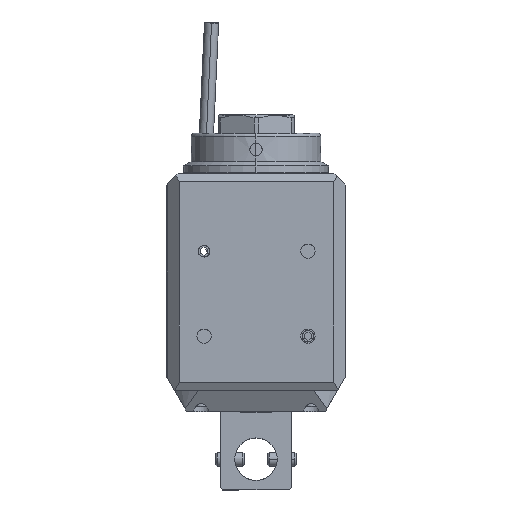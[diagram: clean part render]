
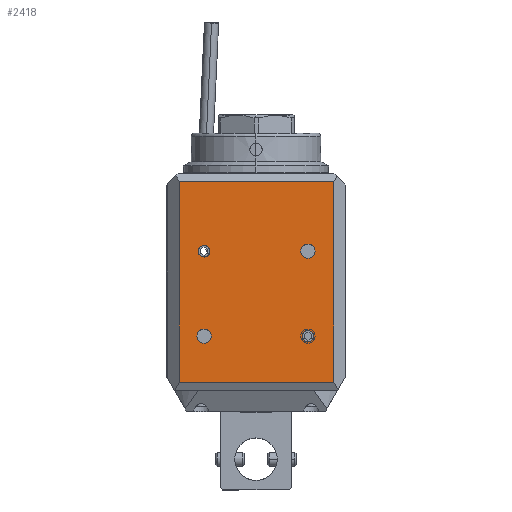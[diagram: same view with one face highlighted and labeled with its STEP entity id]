
A CAD part, top view. The second image highlights one B-rep face of the part: STEP entity #2418.
In plain terms, the highlighted planar face has unit normal (0, 0, -1).
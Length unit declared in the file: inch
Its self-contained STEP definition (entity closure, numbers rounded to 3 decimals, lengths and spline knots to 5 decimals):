
#573 = VECTOR ( 'NONE', #5542, 39.37008 ) ;
#932 = EDGE_LOOP ( 'NONE', ( #13419, #9119 ) ) ;
#1110 = CARTESIAN_POINT ( 'NONE',  ( 1.29921, 1.87149, 4.05512 ) ) ;
#1168 = VERTEX_POINT ( 'NONE', #14959 ) ;
#1388 = ORIENTED_EDGE ( 'NONE', *, *, #2398, .T. ) ;
#1923 = EDGE_CURVE ( 'NONE', #21172, #16634, #4820, .T. ) ;
#2035 = VERTEX_POINT ( 'NONE', #2834 ) ;
#2398 = EDGE_CURVE ( 'NONE', #11996, #7844, #6893, .T. ) ;
#2418 = ADVANCED_FACE ( 'NONE', ( #14849, #12847, #20105, #22127, #13190 ), #20457, .T. ) ;
#2560 = CARTESIAN_POINT ( 'NONE',  ( -0.96457, 0.70866, 4.05512 ) ) ;
#2834 = CARTESIAN_POINT ( 'NONE',  ( 1.29921, -1.47779, 4.05512 ) ) ;
#2869 = CARTESIAN_POINT ( 'NONE',  ( 0., 1.87149, 4.05512 ) ) ;
#2917 = VERTEX_POINT ( 'NONE', #12438 ) ;
#3089 = CIRCLE ( 'NONE', #3863, 0.09843 ) ;
#3424 = ORIENTED_EDGE ( 'NONE', *, *, #16554, .F. ) ;
#3484 = DIRECTION ( 'NONE',  ( 0., 0., 1. ) ) ;
#3863 = AXIS2_PLACEMENT_3D ( 'NONE', #15987, #21477, #5156 ) ;
#3996 = CARTESIAN_POINT ( 'NONE',  ( 0.76772, -0.70866, 4.05512 ) ) ;
#4057 = CIRCLE ( 'NONE', #17336, 0.11811 ) ;
#4820 = CIRCLE ( 'NONE', #18519, 0.09843 ) ;
#4936 = EDGE_CURVE ( 'NONE', #7539, #20104, #19414, .T. ) ;
#5156 = DIRECTION ( 'NONE',  ( 1., 0., 0. ) ) ;
#5211 = VECTOR ( 'NONE', #18188, 39.37008 ) ;
#5276 = CARTESIAN_POINT ( 'NONE',  ( 0.86614, -0.70866, 4.05512 ) ) ;
#5542 = DIRECTION ( 'NONE',  ( 1., 0., 0. ) ) ;
#5620 = CARTESIAN_POINT ( 'NONE',  ( 0.96457, -0.70866, 4.05512 ) ) ;
#5803 = DIRECTION ( 'NONE',  ( -1., 0., 0. ) ) ;
#5852 = ORIENTED_EDGE ( 'NONE', *, *, #21648, .F. ) ;
#5887 = CARTESIAN_POINT ( 'NONE',  ( 0., -1.47779, 4.05512 ) ) ;
#5985 = CARTESIAN_POINT ( 'NONE',  ( -0.86614, -0.70866, 4.05512 ) ) ;
#6115 = VECTOR ( 'NONE', #10146, 39.37008 ) ;
#6197 = CARTESIAN_POINT ( 'NONE',  ( -0.98425, -0.70866, 4.05512 ) ) ;
#6437 = DIRECTION ( 'NONE',  ( 0., 0., 1. ) ) ;
#6594 = ORIENTED_EDGE ( 'NONE', *, *, #18730, .T. ) ;
#6893 = CIRCLE ( 'NONE', #15243, 0.11811 ) ;
#7026 = ORIENTED_EDGE ( 'NONE', *, *, #14996, .F. ) ;
#7144 = ORIENTED_EDGE ( 'NONE', *, *, #15197, .T. ) ;
#7480 = DIRECTION ( 'NONE',  ( 0., 0., -1. ) ) ;
#7539 = VERTEX_POINT ( 'NONE', #1110 ) ;
#7559 = DIRECTION ( 'NONE',  ( 0., 1., 0. ) ) ;
#7598 = DIRECTION ( 'NONE',  ( 1., 0., 0. ) ) ;
#7679 = CARTESIAN_POINT ( 'NONE',  ( -1.27953, 1.87149, 4.05512 ) ) ;
#7747 = CARTESIAN_POINT ( 'NONE',  ( 0.74803, 0.70866, 4.05512 ) ) ;
#7844 = VERTEX_POINT ( 'NONE', #6197 ) ;
#8035 = CIRCLE ( 'NONE', #20975, 0.11811 ) ;
#8323 = CARTESIAN_POINT ( 'NONE',  ( -0.86614, 0.70866, 4.05512 ) ) ;
#9119 = ORIENTED_EDGE ( 'NONE', *, *, #13945, .T. ) ;
#9924 = DIRECTION ( 'NONE',  ( 0., 0., 1. ) ) ;
#10146 = DIRECTION ( 'NONE',  ( -1., 0., 0. ) ) ;
#10740 = AXIS2_PLACEMENT_3D ( 'NONE', #5276, #3484, #11564 ) ;
#10867 = ORIENTED_EDGE ( 'NONE', *, *, #1923, .T. ) ;
#11128 = CARTESIAN_POINT ( 'NONE',  ( 1.29921, 0., 4.05512 ) ) ;
#11139 = VECTOR ( 'NONE', #7559, 39.37008 ) ;
#11262 = CIRCLE ( 'NONE', #14669, 0.09843 ) ;
#11406 = CARTESIAN_POINT ( 'NONE',  ( 0., 0., 4.05512 ) ) ;
#11564 = DIRECTION ( 'NONE',  ( 1., 0., 0. ) ) ;
#11814 = EDGE_CURVE ( 'NONE', #2917, #12861, #4057, .T. ) ;
#11914 = DIRECTION ( 'NONE',  ( 1., 0., 0. ) ) ;
#11996 = VERTEX_POINT ( 'NONE', #14512 ) ;
#12382 = EDGE_LOOP ( 'NONE', ( #3424, #5852, #16178, #7026 ) ) ;
#12438 = CARTESIAN_POINT ( 'NONE',  ( 0.98425, 0.70866, 4.05512 ) ) ;
#12727 = VERTEX_POINT ( 'NONE', #5620 ) ;
#12762 = CIRCLE ( 'NONE', #14280, 0.11811 ) ;
#12847 = FACE_BOUND ( 'NONE', #15862, .T. ) ;
#12861 = VERTEX_POINT ( 'NONE', #7747 ) ;
#12920 = LINE ( 'NONE', #11128, #11139 ) ;
#12971 = EDGE_LOOP ( 'NONE', ( #1388, #13065 ) ) ;
#13065 = ORIENTED_EDGE ( 'NONE', *, *, #18012, .T. ) ;
#13098 = DIRECTION ( 'NONE',  ( 0., 0., 1. ) ) ;
#13190 = FACE_BOUND ( 'NONE', #12971, .T. ) ;
#13419 = ORIENTED_EDGE ( 'NONE', *, *, #15372, .T. ) ;
#13486 = DIRECTION ( 'NONE',  ( 0., 0., 1. ) ) ;
#13627 = CARTESIAN_POINT ( 'NONE',  ( -0.76772, 0.70866, 4.05512 ) ) ;
#13945 = EDGE_CURVE ( 'NONE', #17494, #12727, #14536, .T. ) ;
#14280 = AXIS2_PLACEMENT_3D ( 'NONE', #5985, #13486, #18844 ) ;
#14512 = CARTESIAN_POINT ( 'NONE',  ( -0.74803, -0.70866, 4.05512 ) ) ;
#14536 = CIRCLE ( 'NONE', #10740, 0.09843 ) ;
#14669 = AXIS2_PLACEMENT_3D ( 'NONE', #8323, #22852, #19385 ) ;
#14849 = FACE_BOUND ( 'NONE', #21069, .T. ) ;
#14959 = CARTESIAN_POINT ( 'NONE',  ( -1.27953, -1.47779, 4.05512 ) ) ;
#14996 = EDGE_CURVE ( 'NONE', #2035, #7539, #12920, .T. ) ;
#15115 = CARTESIAN_POINT ( 'NONE',  ( -0.86614, 0.70866, 4.05512 ) ) ;
#15197 = EDGE_CURVE ( 'NONE', #12861, #2917, #8035, .T. ) ;
#15243 = AXIS2_PLACEMENT_3D ( 'NONE', #20570, #18313, #7598 ) ;
#15372 = EDGE_CURVE ( 'NONE', #12727, #17494, #3089, .T. ) ;
#15391 = DIRECTION ( 'NONE',  ( 1., 0., 0. ) ) ;
#15862 = EDGE_LOOP ( 'NONE', ( #6594, #10867 ) ) ;
#15987 = CARTESIAN_POINT ( 'NONE',  ( 0.86614, -0.70866, 4.05512 ) ) ;
#16178 = ORIENTED_EDGE ( 'NONE', *, *, #4936, .F. ) ;
#16554 = EDGE_CURVE ( 'NONE', #1168, #2035, #21864, .T. ) ;
#16634 = VERTEX_POINT ( 'NONE', #13627 ) ;
#16668 = DIRECTION ( 'NONE',  ( 1., 0., 0. ) ) ;
#17336 = AXIS2_PLACEMENT_3D ( 'NONE', #22760, #6437, #11914 ) ;
#17494 = VERTEX_POINT ( 'NONE', #3996 ) ;
#18012 = EDGE_CURVE ( 'NONE', #7844, #11996, #12762, .T. ) ;
#18188 = DIRECTION ( 'NONE',  ( 0., -1., 0. ) ) ;
#18313 = DIRECTION ( 'NONE',  ( 0., 0., 1. ) ) ;
#18331 = ORIENTED_EDGE ( 'NONE', *, *, #11814, .T. ) ;
#18519 = AXIS2_PLACEMENT_3D ( 'NONE', #15115, #13098, #16668 ) ;
#18730 = EDGE_CURVE ( 'NONE', #16634, #21172, #11262, .T. ) ;
#18844 = DIRECTION ( 'NONE',  ( 1., 0., 0. ) ) ;
#19192 = CARTESIAN_POINT ( 'NONE',  ( 0.86614, 0.70866, 4.05512 ) ) ;
#19385 = DIRECTION ( 'NONE',  ( 1., 0., 0. ) ) ;
#19414 = LINE ( 'NONE', #2869, #6115 ) ;
#20104 = VERTEX_POINT ( 'NONE', #7679 ) ;
#20105 = FACE_OUTER_BOUND ( 'NONE', #12382, .T. ) ;
#20457 = PLANE ( 'NONE',  #22859 ) ;
#20570 = CARTESIAN_POINT ( 'NONE',  ( -0.86614, -0.70866, 4.05512 ) ) ;
#20975 = AXIS2_PLACEMENT_3D ( 'NONE', #19192, #9924, #15391 ) ;
#21069 = EDGE_LOOP ( 'NONE', ( #18331, #7144 ) ) ;
#21172 = VERTEX_POINT ( 'NONE', #2560 ) ;
#21417 = CARTESIAN_POINT ( 'NONE',  ( -1.27953, 0., 4.05512 ) ) ;
#21477 = DIRECTION ( 'NONE',  ( 0., 0., 1. ) ) ;
#21648 = EDGE_CURVE ( 'NONE', #20104, #1168, #22047, .T. ) ;
#21864 = LINE ( 'NONE', #5887, #573 ) ;
#22047 = LINE ( 'NONE', #21417, #5211 ) ;
#22127 = FACE_BOUND ( 'NONE', #932, .T. ) ;
#22760 = CARTESIAN_POINT ( 'NONE',  ( 0.86614, 0.70866, 4.05512 ) ) ;
#22852 = DIRECTION ( 'NONE',  ( 0., 0., 1. ) ) ;
#22859 = AXIS2_PLACEMENT_3D ( 'NONE', #11406, #7480, #5803 ) ;
